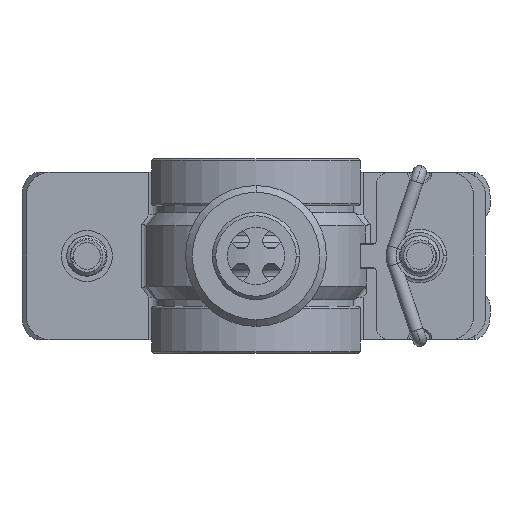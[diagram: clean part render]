
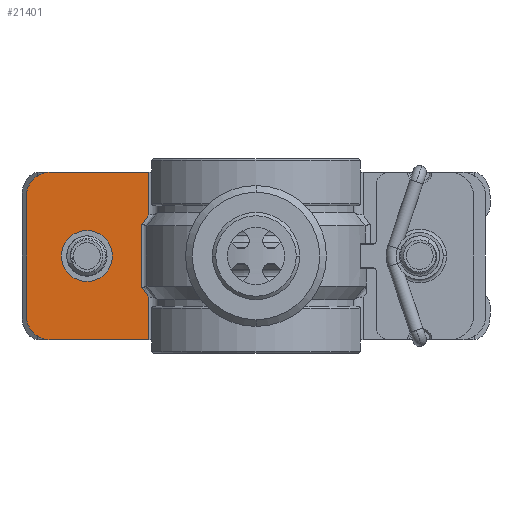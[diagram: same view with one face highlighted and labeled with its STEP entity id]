
A CAD part, front view. The second image highlights one B-rep face of the part: STEP entity #21401.
In plain terms, the highlighted planar face has unit normal (0, -1, 0).
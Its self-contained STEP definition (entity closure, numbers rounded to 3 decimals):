
#258 = EDGE_CURVE ( 'NONE', #18279, #12621, #14781, .T. ) ;
#504 = CARTESIAN_POINT ( 'NONE',  ( -25.227, -4.25, 0. ) ) ;
#1029 = VERTEX_POINT ( 'NONE', #5976 ) ;
#1352 = EDGE_CURVE ( 'NONE', #4652, #31618, #23583, .T. ) ;
#1738 = CARTESIAN_POINT ( 'NONE',  ( -16.484, -4.25, -5.49 ) ) ;
#1961 = CARTESIAN_POINT ( 'NONE',  ( -16.484, -4.25, 5.49 ) ) ;
#2084 = DIRECTION ( 'NONE',  ( 0., 0., -1. ) ) ;
#2086 = CARTESIAN_POINT ( 'NONE',  ( -17.044, -4.25, -4.764 ) ) ;
#2781 = CARTESIAN_POINT ( 'NONE',  ( -30.727, -4.25, -12.5 ) ) ;
#2851 = FACE_BOUND ( 'NONE', #4404, .T. ) ;
#3890 = VECTOR ( 'NONE', #23419, 1000. ) ;
#4404 = EDGE_LOOP ( 'NONE', ( #21562, #26444 ) ) ;
#4596 = AXIS2_PLACEMENT_3D ( 'NONE', #504, #5455, #16259 ) ;
#4649 = CARTESIAN_POINT ( 'NONE',  ( -15.998, -4.25, -6.118 ) ) ;
#4652 = VERTEX_POINT ( 'NONE', #2781 ) ;
#5455 = DIRECTION ( 'NONE',  ( 0., 1., 0. ) ) ;
#5838 = CARTESIAN_POINT ( 'NONE',  ( -34.227, -4.25, -9. ) ) ;
#5976 = CARTESIAN_POINT ( 'NONE',  ( -17.044, -4.25, 4.764 ) ) ;
#6760 = VECTOR ( 'NONE', #20786, 1000. ) ;
#7379 = DIRECTION ( 'NONE',  ( 1., 0., 0. ) ) ;
#7479 = CARTESIAN_POINT ( 'NONE',  ( -34.227, -4.25, 12.5 ) ) ;
#8496 = ORIENTED_EDGE ( 'NONE', *, *, #13941, .T. ) ;
#8568 = CARTESIAN_POINT ( 'NONE',  ( -17.044, -4.25, -4.764 ) ) ;
#9573 = CARTESIAN_POINT ( 'NONE',  ( -15.998, -4.25, -6.118 ) ) ;
#9598 = DIRECTION ( 'NONE',  ( 0., 0., 1. ) ) ;
#10249 = CARTESIAN_POINT ( 'NONE',  ( -34.227, -4.25, -12.5 ) ) ;
#10362 = CARTESIAN_POINT ( 'NONE',  ( -17.044, -4.25, 12.5 ) ) ;
#10534 = VERTEX_POINT ( 'NONE', #9573 ) ;
#10716 = CARTESIAN_POINT ( 'NONE',  ( -25.227, -4.25, -3.8 ) ) ;
#11774 = B_SPLINE_CURVE_WITH_KNOTS ( 'NONE', 3,
 ( #30561, #28163, #14970, #25416, #1961, #12403, #22834 ),
 .UNSPECIFIED., .F., .F.,
 ( 4, 3, 4 ),
 ( 0., 0.001, 0.002 ),
 .UNSPECIFIED. ) ;
#11906 = EDGE_CURVE ( 'NONE', #32413, #33092, #20388, .T. ) ;
#12185 = CARTESIAN_POINT ( 'NONE',  ( -16.832, -4.25, -5.039 ) ) ;
#12297 = ORIENTED_EDGE ( 'NONE', *, *, #24735, .T. ) ;
#12403 = CARTESIAN_POINT ( 'NONE',  ( -16.241, -4.25, 5.804 ) ) ;
#12621 = VERTEX_POINT ( 'NONE', #31404 ) ;
#12935 = LINE ( 'NONE', #10362, #6760 ) ;
#12940 = EDGE_LOOP ( 'NONE', ( #22383, #15420, #21692, #29562, #23713, #25717, #8496, #12297, #30014, #26522 ) ) ;
#13063 = VERTEX_POINT ( 'NONE', #18502 ) ;
#13731 = EDGE_CURVE ( 'NONE', #10534, #31618, #29666, .T. ) ;
#13941 = EDGE_CURVE ( 'NONE', #32413, #20069, #17921, .T. ) ;
#14361 = AXIS2_PLACEMENT_3D ( 'NONE', #24695, #19556, #32905 ) ;
#14781 = CIRCLE ( 'NONE', #32840, 3.8 ) ;
#14970 = CARTESIAN_POINT ( 'NONE',  ( -16.832, -4.25, 5.039 ) ) ;
#15107 = CARTESIAN_POINT ( 'NONE',  ( -16.241, -4.25, -5.804 ) ) ;
#15401 = VECTOR ( 'NONE', #26056, 1000. ) ;
#15420 = ORIENTED_EDGE ( 'NONE', *, *, #25821, .T. ) ;
#15443 = DIRECTION ( 'NONE',  ( 0., -1., 0. ) ) ;
#15783 = DIRECTION ( 'NONE',  ( 0., 0., 1. ) ) ;
#16119 = B_SPLINE_CURVE_WITH_KNOTS ( 'NONE', 3,
 ( #4649, #15107, #1738, #25546, #12185, #22619, #2086 ),
 .UNSPECIFIED., .F., .F.,
 ( 4, 3, 4 ),
 ( 0., 0.001, 0.002 ),
 .UNSPECIFIED. ) ;
#16259 = DIRECTION ( 'NONE',  ( 0., 0., 1. ) ) ;
#16292 = AXIS2_PLACEMENT_3D ( 'NONE', #28802, #15443, #15783 ) ;
#16483 = CARTESIAN_POINT ( 'NONE',  ( -15.998, -4.25, 12.5 ) ) ;
#17265 = CARTESIAN_POINT ( 'NONE',  ( -15.998, -4.25, -12.5 ) ) ;
#17921 = CIRCLE ( 'NONE', #16292, 3.5 ) ;
#18198 = VECTOR ( 'NONE', #19111, 1000. ) ;
#18279 = VERTEX_POINT ( 'NONE', #10716 ) ;
#18408 = VECTOR ( 'NONE', #7379, 1000. ) ;
#18502 = CARTESIAN_POINT ( 'NONE',  ( -15.998, -4.25, 6.118 ) ) ;
#19077 = CARTESIAN_POINT ( 'NONE',  ( -34.227, -4.25, 9. ) ) ;
#19111 = DIRECTION ( 'NONE',  ( 0., 0., -1. ) ) ;
#19272 = CARTESIAN_POINT ( 'NONE',  ( -15.998, -4.25, 12.5 ) ) ;
#19281 = CIRCLE ( 'NONE', #14361, 3.5 ) ;
#19556 = DIRECTION ( 'NONE',  ( 0., -1., 0. ) ) ;
#19676 = DIRECTION ( 'NONE',  ( 0., 1., 0. ) ) ;
#19791 = AXIS2_PLACEMENT_3D ( 'NONE', #7479, #23752, #31464 ) ;
#20069 = VERTEX_POINT ( 'NONE', #19077 ) ;
#20195 = CARTESIAN_POINT ( 'NONE',  ( -25.227, -4.25, 0. ) ) ;
#20388 = LINE ( 'NONE', #30857, #18408 ) ;
#20786 = DIRECTION ( 'NONE',  ( 0., 0., 1. ) ) ;
#20829 = PLANE ( 'NONE',  #19791 ) ;
#20956 = VERTEX_POINT ( 'NONE', #8568 ) ;
#21082 = LINE ( 'NONE', #28801, #15401 ) ;
#21401 = ADVANCED_FACE ( 'NONE', ( #25636, #2851 ), #20829, .F. ) ;
#21562 = ORIENTED_EDGE ( 'NONE', *, *, #27558, .T. ) ;
#21692 = ORIENTED_EDGE ( 'NONE', *, *, #27874, .T. ) ;
#21949 = EDGE_CURVE ( 'NONE', #28685, #4652, #19281, .T. ) ;
#22383 = ORIENTED_EDGE ( 'NONE', *, *, #13731, .F. ) ;
#22430 = EDGE_CURVE ( 'NONE', #33092, #13063, #27489, .T. ) ;
#22619 = CARTESIAN_POINT ( 'NONE',  ( -16.938, -4.25, -4.901 ) ) ;
#22834 = CARTESIAN_POINT ( 'NONE',  ( -15.998, -4.25, 6.118 ) ) ;
#23419 = DIRECTION ( 'NONE',  ( 1., 0., 0. ) ) ;
#23583 = LINE ( 'NONE', #10249, #3890 ) ;
#23713 = ORIENTED_EDGE ( 'NONE', *, *, #22430, .F. ) ;
#23752 = DIRECTION ( 'NONE',  ( 0., 1., 0. ) ) ;
#24695 = CARTESIAN_POINT ( 'NONE',  ( -30.727, -4.25, -9. ) ) ;
#24735 = EDGE_CURVE ( 'NONE', #20069, #28685, #21082, .T. ) ;
#25065 = CARTESIAN_POINT ( 'NONE',  ( -15.998, -4.25, 12.5 ) ) ;
#25416 = CARTESIAN_POINT ( 'NONE',  ( -16.726, -4.25, 5.176 ) ) ;
#25546 = CARTESIAN_POINT ( 'NONE',  ( -16.726, -4.25, -5.176 ) ) ;
#25636 = FACE_OUTER_BOUND ( 'NONE', #12940, .T. ) ;
#25717 = ORIENTED_EDGE ( 'NONE', *, *, #11906, .F. ) ;
#25821 = EDGE_CURVE ( 'NONE', #10534, #20956, #16119, .T. ) ;
#26056 = DIRECTION ( 'NONE',  ( 0., 0., -1. ) ) ;
#26444 = ORIENTED_EDGE ( 'NONE', *, *, #258, .T. ) ;
#26522 = ORIENTED_EDGE ( 'NONE', *, *, #1352, .T. ) ;
#26744 = EDGE_CURVE ( 'NONE', #1029, #13063, #11774, .T. ) ;
#27489 = LINE ( 'NONE', #19272, #18198 ) ;
#27558 = EDGE_CURVE ( 'NONE', #12621, #18279, #29207, .T. ) ;
#27753 = VECTOR ( 'NONE', #2084, 1000. ) ;
#27874 = EDGE_CURVE ( 'NONE', #20956, #1029, #12935, .T. ) ;
#28163 = CARTESIAN_POINT ( 'NONE',  ( -16.938, -4.25, 4.901 ) ) ;
#28685 = VERTEX_POINT ( 'NONE', #5838 ) ;
#28801 = CARTESIAN_POINT ( 'NONE',  ( -34.227, -4.25, 12.5 ) ) ;
#28802 = CARTESIAN_POINT ( 'NONE',  ( -30.727, -4.25, 9. ) ) ;
#29207 = CIRCLE ( 'NONE', #4596, 3.8 ) ;
#29562 = ORIENTED_EDGE ( 'NONE', *, *, #26744, .T. ) ;
#29666 = LINE ( 'NONE', #16483, #27753 ) ;
#30014 = ORIENTED_EDGE ( 'NONE', *, *, #21949, .T. ) ;
#30561 = CARTESIAN_POINT ( 'NONE',  ( -17.044, -4.25, 4.764 ) ) ;
#30857 = CARTESIAN_POINT ( 'NONE',  ( -34.227, -4.25, 12.5 ) ) ;
#31065 = CARTESIAN_POINT ( 'NONE',  ( -30.727, -4.25, 12.5 ) ) ;
#31404 = CARTESIAN_POINT ( 'NONE',  ( -25.227, -4.25, 3.8 ) ) ;
#31464 = DIRECTION ( 'NONE',  ( 0., 0., 1. ) ) ;
#31618 = VERTEX_POINT ( 'NONE', #17265 ) ;
#32413 = VERTEX_POINT ( 'NONE', #31065 ) ;
#32840 = AXIS2_PLACEMENT_3D ( 'NONE', #20195, #19676, #9598 ) ;
#32905 = DIRECTION ( 'NONE',  ( 0., 0., 1. ) ) ;
#33092 = VERTEX_POINT ( 'NONE', #25065 ) ;
